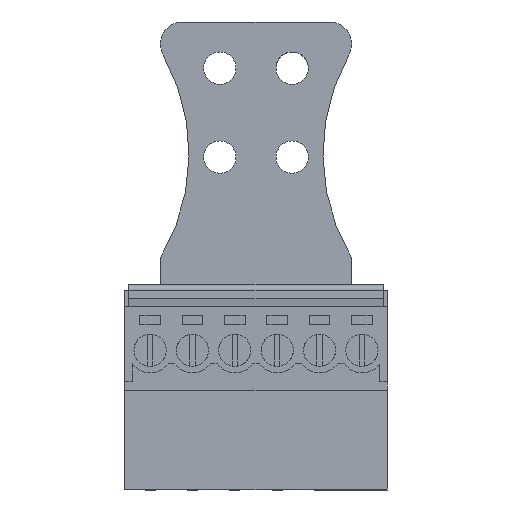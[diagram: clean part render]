
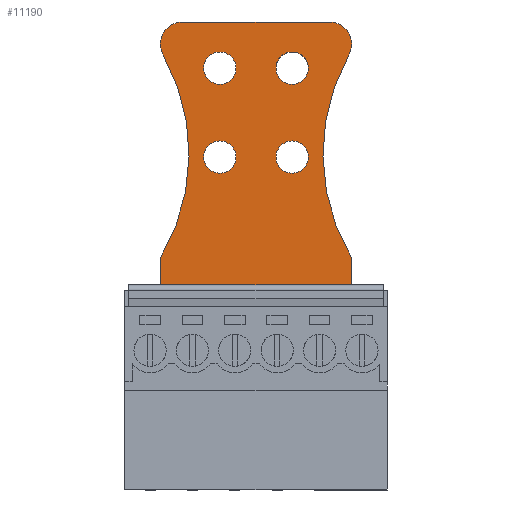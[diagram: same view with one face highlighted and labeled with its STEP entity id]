
A CAD part, front view. The second image highlights one B-rep face of the part: STEP entity #11190.
In plain terms, the highlighted planar face has unit normal (0, -1, 0).
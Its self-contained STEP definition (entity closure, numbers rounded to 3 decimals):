
#11059=AXIS2_PLACEMENT_3D('Plane Axis2P3D',#11056,#11057,#11058) ;
#11070=AXIS2_PLACEMENT_3D('Circle Axis2P3D',#11068,#11069,$) ;
#11077=AXIS2_PLACEMENT_3D('Circle Axis2P3D',#11075,#11076,$) ;
#11091=AXIS2_PLACEMENT_3D('Circle Axis2P3D',#11089,#11090,$) ;
#11098=AXIS2_PLACEMENT_3D('Circle Axis2P3D',#11096,#11097,$) ;
#11120=AXIS2_PLACEMENT_3D('Circle Axis2P3D',#11118,#11119,$) ;
#11129=AXIS2_PLACEMENT_3D('Circle Axis2P3D',#11127,#11128,$) ;
#11138=AXIS2_PLACEMENT_3D('Circle Axis2P3D',#11136,#11137,$) ;
#11147=AXIS2_PLACEMENT_3D('Circle Axis2P3D',#11145,#11146,$) ;
#11156=AXIS2_PLACEMENT_3D('Circle Axis2P3D',#11154,#11155,$) ;
#11165=AXIS2_PLACEMENT_3D('Circle Axis2P3D',#11163,#11164,$) ;
#11174=AXIS2_PLACEMENT_3D('Circle Axis2P3D',#11172,#11173,$) ;
#11183=AXIS2_PLACEMENT_3D('Circle Axis2P3D',#11181,#11182,$) ;
#11020=CARTESIAN_POINT('Line Origine',(11.825,10.6,17.95)) ;
#11024=CARTESIAN_POINT('Vertex',(20.385,10.6,17.95)) ;
#11026=CARTESIAN_POINT('Vertex',(3.265,10.6,17.95)) ;
#11056=CARTESIAN_POINT('Axis2P3D Location',(11.825,10.6,8.95)) ;
#11061=CARTESIAN_POINT('Line Origine',(20.385,10.6,19.45)) ;
#11065=CARTESIAN_POINT('Vertex',(20.385,10.6,20.951)) ;
#11068=CARTESIAN_POINT('Axis2P3D Location',(36.04,10.6,30.223)) ;
#11072=CARTESIAN_POINT('Vertex',(20.169,10.6,39.122)) ;
#11075=CARTESIAN_POINT('Axis2P3D Location',(18.425,10.6,40.1)) ;
#11079=CARTESIAN_POINT('Vertex',(18.425,10.6,42.1)) ;
#11082=CARTESIAN_POINT('Line Origine',(11.825,10.6,42.1)) ;
#11086=CARTESIAN_POINT('Vertex',(5.225,10.6,42.1)) ;
#11089=CARTESIAN_POINT('Axis2P3D Location',(5.225,10.6,40.1)) ;
#11093=CARTESIAN_POINT('Vertex',(3.481,10.6,39.122)) ;
#11096=CARTESIAN_POINT('Axis2P3D Location',(-12.39,10.6,30.223)) ;
#11100=CARTESIAN_POINT('Vertex',(3.265,10.6,20.951)) ;
#11103=CARTESIAN_POINT('Line Origine',(3.265,10.6,19.45)) ;
#11118=CARTESIAN_POINT('Axis2P3D Location',(15.075,10.6,29.95)) ;
#11122=CARTESIAN_POINT('Vertex',(16.525,10.6,29.95)) ;
#11124=CARTESIAN_POINT('Vertex',(13.625,10.6,29.95)) ;
#11127=CARTESIAN_POINT('Axis2P3D Location',(15.075,10.6,29.95)) ;
#11136=CARTESIAN_POINT('Axis2P3D Location',(15.075,10.6,37.95)) ;
#11140=CARTESIAN_POINT('Vertex',(13.625,10.6,37.95)) ;
#11142=CARTESIAN_POINT('Vertex',(16.525,10.6,37.95)) ;
#11145=CARTESIAN_POINT('Axis2P3D Location',(15.075,10.6,37.95)) ;
#11154=CARTESIAN_POINT('Axis2P3D Location',(8.575,10.6,29.95)) ;
#11158=CARTESIAN_POINT('Vertex',(7.125,10.6,29.95)) ;
#11160=CARTESIAN_POINT('Vertex',(10.025,10.6,29.95)) ;
#11163=CARTESIAN_POINT('Axis2P3D Location',(8.575,10.6,29.95)) ;
#11172=CARTESIAN_POINT('Axis2P3D Location',(8.575,10.6,37.95)) ;
#11176=CARTESIAN_POINT('Vertex',(7.125,10.6,37.95)) ;
#11178=CARTESIAN_POINT('Vertex',(10.025,10.6,37.95)) ;
#11181=CARTESIAN_POINT('Axis2P3D Location',(8.575,10.6,37.95)) ;
#11021=DIRECTION('Vector Direction',(-1.,0.,0.)) ;
#11057=DIRECTION('Axis2P3D Direction',(0.,-1.,0.)) ;
#11058=DIRECTION('Axis2P3D XDirection',(1.,0.,0.)) ;
#11062=DIRECTION('Vector Direction',(0.,0.,1.)) ;
#11069=DIRECTION('Axis2P3D Direction',(0.,-1.,0.)) ;
#11076=DIRECTION('Axis2P3D Direction',(0.,-1.,0.)) ;
#11083=DIRECTION('Vector Direction',(1.,0.,0.)) ;
#11090=DIRECTION('Axis2P3D Direction',(0.,-1.,0.)) ;
#11097=DIRECTION('Axis2P3D Direction',(0.,-1.,0.)) ;
#11104=DIRECTION('Vector Direction',(0.,0.,-1.)) ;
#11119=DIRECTION('Axis2P3D Direction',(0.,-1.,0.)) ;
#11128=DIRECTION('Axis2P3D Direction',(0.,-1.,0.)) ;
#11137=DIRECTION('Axis2P3D Direction',(0.,-1.,0.)) ;
#11146=DIRECTION('Axis2P3D Direction',(0.,-1.,0.)) ;
#11155=DIRECTION('Axis2P3D Direction',(0.,-1.,0.)) ;
#11164=DIRECTION('Axis2P3D Direction',(0.,-1.,0.)) ;
#11173=DIRECTION('Axis2P3D Direction',(0.,-1.,0.)) ;
#11182=DIRECTION('Axis2P3D Direction',(0.,-1.,0.)) ;
#11022=VECTOR('Line Direction',#11021,1.) ;
#11063=VECTOR('Line Direction',#11062,1.) ;
#11084=VECTOR('Line Direction',#11083,1.) ;
#11105=VECTOR('Line Direction',#11104,1.) ;
#11109=ORIENTED_EDGE('',*,*,#11067,.T.) ;
#11110=ORIENTED_EDGE('',*,*,#11074,.F.) ;
#11111=ORIENTED_EDGE('',*,*,#11081,.T.) ;
#11112=ORIENTED_EDGE('',*,*,#11088,.F.) ;
#11113=ORIENTED_EDGE('',*,*,#11095,.T.) ;
#11114=ORIENTED_EDGE('',*,*,#11102,.F.) ;
#11115=ORIENTED_EDGE('',*,*,#11107,.T.) ;
#11116=ORIENTED_EDGE('',*,*,#11028,.F.) ;
#11133=ORIENTED_EDGE('',*,*,#11126,.F.) ;
#11134=ORIENTED_EDGE('',*,*,#11131,.F.) ;
#11151=ORIENTED_EDGE('',*,*,#11144,.F.) ;
#11152=ORIENTED_EDGE('',*,*,#11149,.F.) ;
#11169=ORIENTED_EDGE('',*,*,#11162,.F.) ;
#11170=ORIENTED_EDGE('',*,*,#11167,.F.) ;
#11187=ORIENTED_EDGE('',*,*,#11180,.F.) ;
#11188=ORIENTED_EDGE('',*,*,#11185,.F.) ;
#11135=FACE_BOUND('',#11132,.T.) ;
#11153=FACE_BOUND('',#11150,.T.) ;
#11171=FACE_BOUND('',#11168,.T.) ;
#11189=FACE_BOUND('',#11186,.T.) ;
#11190=ADVANCED_FACE('Strain relief',(#11117,#11135,#11153,#11171,#11189),#11060,.T.) ;
#11071=CIRCLE('generated circle',#11070,18.195) ;
#11078=CIRCLE('generated circle',#11077,2.) ;
#11092=CIRCLE('generated circle',#11091,2.) ;
#11099=CIRCLE('generated circle',#11098,18.195) ;
#11121=CIRCLE('generated circle',#11120,1.45) ;
#11130=CIRCLE('generated circle',#11129,1.45) ;
#11139=CIRCLE('generated circle',#11138,1.45) ;
#11148=CIRCLE('generated circle',#11147,1.45) ;
#11157=CIRCLE('generated circle',#11156,1.45) ;
#11166=CIRCLE('generated circle',#11165,1.45) ;
#11175=CIRCLE('generated circle',#11174,1.45) ;
#11184=CIRCLE('generated circle',#11183,1.45) ;
#11028=EDGE_CURVE('',#11025,#11027,#11023,.T.) ;
#11067=EDGE_CURVE('',#11025,#11066,#11064,.T.) ;
#11074=EDGE_CURVE('',#11073,#11066,#11071,.T.) ;
#11081=EDGE_CURVE('',#11073,#11080,#11078,.T.) ;
#11088=EDGE_CURVE('',#11087,#11080,#11085,.T.) ;
#11095=EDGE_CURVE('',#11087,#11094,#11092,.T.) ;
#11102=EDGE_CURVE('',#11101,#11094,#11099,.T.) ;
#11107=EDGE_CURVE('',#11101,#11027,#11106,.T.) ;
#11126=EDGE_CURVE('',#11123,#11125,#11121,.T.) ;
#11131=EDGE_CURVE('',#11125,#11123,#11130,.T.) ;
#11144=EDGE_CURVE('',#11141,#11143,#11139,.T.) ;
#11149=EDGE_CURVE('',#11143,#11141,#11148,.T.) ;
#11162=EDGE_CURVE('',#11159,#11161,#11157,.T.) ;
#11167=EDGE_CURVE('',#11161,#11159,#11166,.T.) ;
#11180=EDGE_CURVE('',#11177,#11179,#11175,.T.) ;
#11185=EDGE_CURVE('',#11179,#11177,#11184,.T.) ;
#11108=EDGE_LOOP('',(#11109,#11110,#11111,#11112,#11113,#11114,#11115,#11116)) ;
#11132=EDGE_LOOP('',(#11133,#11134)) ;
#11150=EDGE_LOOP('',(#11151,#11152)) ;
#11168=EDGE_LOOP('',(#11169,#11170)) ;
#11186=EDGE_LOOP('',(#11187,#11188)) ;
#11117=FACE_OUTER_BOUND('',#11108,.T.) ;
#11023=LINE('Line',#11020,#11022) ;
#11064=LINE('Line',#11061,#11063) ;
#11085=LINE('Line',#11082,#11084) ;
#11106=LINE('Line',#11103,#11105) ;
#11060=PLANE('',#11059) ;
#11025=VERTEX_POINT('',#11024) ;
#11027=VERTEX_POINT('',#11026) ;
#11066=VERTEX_POINT('',#11065) ;
#11073=VERTEX_POINT('',#11072) ;
#11080=VERTEX_POINT('',#11079) ;
#11087=VERTEX_POINT('',#11086) ;
#11094=VERTEX_POINT('',#11093) ;
#11101=VERTEX_POINT('',#11100) ;
#11123=VERTEX_POINT('',#11122) ;
#11125=VERTEX_POINT('',#11124) ;
#11141=VERTEX_POINT('',#11140) ;
#11143=VERTEX_POINT('',#11142) ;
#11159=VERTEX_POINT('',#11158) ;
#11161=VERTEX_POINT('',#11160) ;
#11177=VERTEX_POINT('',#11176) ;
#11179=VERTEX_POINT('',#11178) ;
